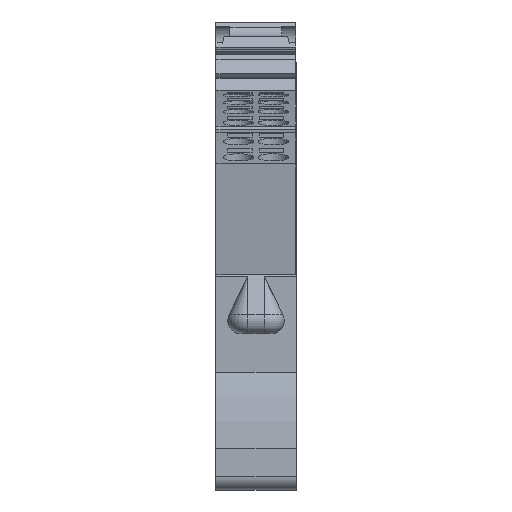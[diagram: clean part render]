
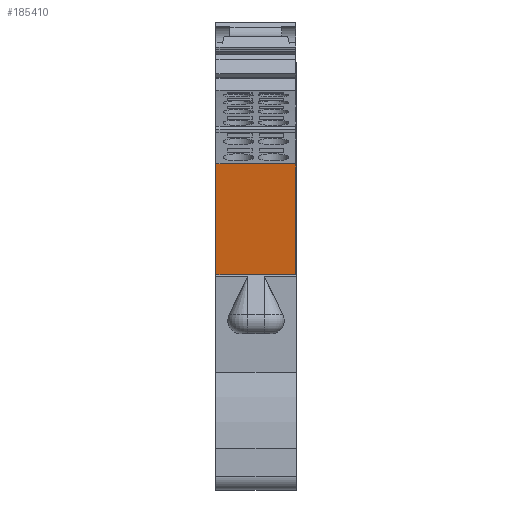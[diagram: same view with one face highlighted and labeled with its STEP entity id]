
A CAD part, front view. The second image highlights one B-rep face of the part: STEP entity #185410.
In plain terms, the highlighted face is planar.
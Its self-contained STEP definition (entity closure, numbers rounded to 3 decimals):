
#9390=CARTESIAN_POINT('',(-11.868,63.119,-35.425));
#9400=DIRECTION('',(0.,0.,1.));
#9410=VECTOR('',#9400,1.);
#9420=LINE('',#9390,#9410);
#9430=CARTESIAN_POINT('',(-11.868,63.119,-47.425));
#9440=VERTEX_POINT('',#9430);
#9450=CARTESIAN_POINT('',(-11.868,63.119,-35.425));
#9460=VERTEX_POINT('',#9450);
#9470=EDGE_CURVE('',#9440,#9460,#9420,.T.);
#39890=CARTESIAN_POINT('',(-2.799,-5.769,-35.425))
;
#39900=DIRECTION('',(0.131,-0.991,0.));
#39910=VECTOR('',#39900,1.);
#39920=LINE('',#39890,#39910);
#39930=CARTESIAN_POINT('',(-9.675,46.459,-35.425));
#39940=VERTEX_POINT('',#39930);
#39950=EDGE_CURVE('',#9460,#39940,#39920,.T.);
#84960=CARTESIAN_POINT('',(-2.799,-5.769,-47.425))
;
#84970=DIRECTION('',(0.131,-0.991,0.));
#84980=VECTOR('',#84970,1.);
#84990=LINE('',#84960,#84980);
#85000=CARTESIAN_POINT('',(-9.675,46.459,-47.425));
#85010=VERTEX_POINT('',#85000);
#85020=EDGE_CURVE('',#9440,#85010,#84990,.T.);
#96240=CARTESIAN_POINT('',(-9.675,46.459,0.));
#96250=DIRECTION('',(0.,0.,-1.));
#96260=VECTOR('',#96250,1.);
#96270=LINE('',#96240,#96260);
#96280=EDGE_CURVE('',#39940,#85010,#96270,.T.);
#185300=CARTESIAN_POINT('',(-11.868,63.119,-35.425))
;
#185310=DIRECTION('',(-0.991,-0.131,-0.));
#185320=DIRECTION('',(-0.131,0.991,0.));
#185330=AXIS2_PLACEMENT_3D('',#185300,#185310,#185320);
#185340=PLANE('',#185330);
#185350=ORIENTED_EDGE('',*,*,#9470,.F.);
#185360=ORIENTED_EDGE('',*,*,#39950,.F.);
#185370=ORIENTED_EDGE('',*,*,#96280,.F.);
#185380=ORIENTED_EDGE('',*,*,#85020,.T.);
#185390=EDGE_LOOP('',(#185380,#185370,#185360,#185350));
#185400=FACE_OUTER_BOUND('',#185390,.T.);
#185410=ADVANCED_FACE('',(#185400),#185340,.T.);
